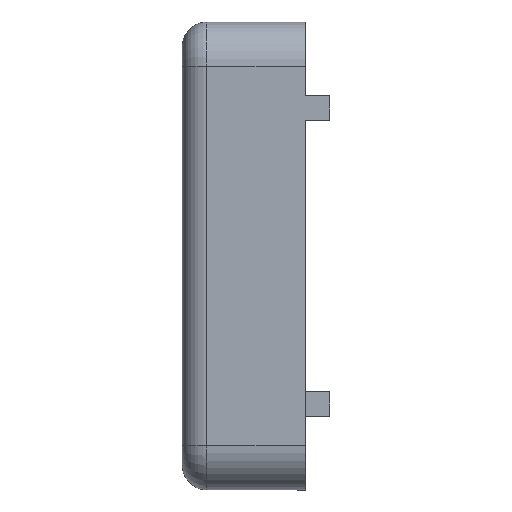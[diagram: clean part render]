
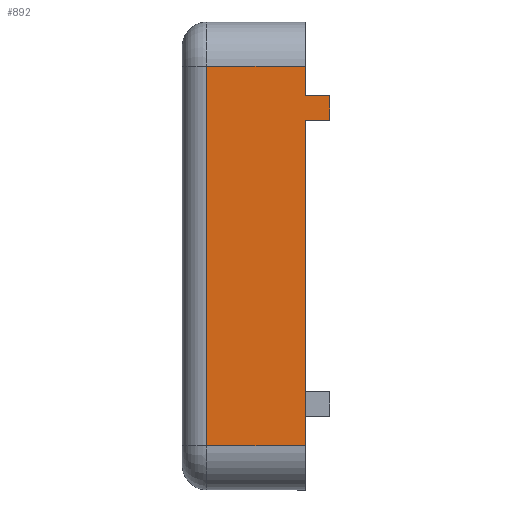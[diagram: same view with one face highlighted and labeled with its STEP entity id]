
A CAD part, left-side view. The second image highlights one B-rep face of the part: STEP entity #892.
In plain terms, the highlighted planar face has unit normal (-1, 0, 0).
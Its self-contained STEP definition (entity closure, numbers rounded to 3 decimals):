
#2 = CARTESIAN_POINT ( 'NONE',  ( -9.1, -5., 6.525 ) ) ;
#43 = VECTOR ( 'NONE', #1298, 1000. ) ;
#45 = AXIS2_PLACEMENT_3D ( 'NONE', #1286, #210, #843 ) ;
#49 = DIRECTION ( 'NONE',  ( 0., 1., 0. ) ) ;
#53 = EDGE_CURVE ( 'NONE', #266, #552, #54, .T. ) ;
#54 = LINE ( 'NONE', #1424, #2567 ) ;
#195 = VERTEX_POINT ( 'NONE', #2 ) ;
#210 = DIRECTION ( 'NONE',  ( -1., 0., 0. ) ) ;
#215 = PLANE ( 'NONE',  #45 ) ;
#263 = CARTESIAN_POINT ( 'NONE',  ( -9.1, -6., 6.525 ) ) ;
#266 = VERTEX_POINT ( 'NONE', #2626 ) ;
#363 = CARTESIAN_POINT ( 'NONE',  ( -9.1, -5., -7.725 ) ) ;
#414 = VECTOR ( 'NONE', #1715, 1000. ) ;
#480 = LINE ( 'NONE', #263, #414 ) ;
#494 = ORIENTED_EDGE ( 'NONE', *, *, #1662, .T. ) ;
#552 = VERTEX_POINT ( 'NONE', #2185 ) ;
#574 = VECTOR ( 'NONE', #1371, 1000. ) ;
#604 = FACE_OUTER_BOUND ( 'NONE', #2439, .T. ) ;
#679 = CARTESIAN_POINT ( 'NONE',  ( -9.1, -6., 5.525 ) ) ;
#697 = VERTEX_POINT ( 'NONE', #2688 ) ;
#765 = ORIENTED_EDGE ( 'NONE', *, *, #977, .F. ) ;
#843 = DIRECTION ( 'NONE',  ( 0., 0., 1. ) ) ;
#887 = LINE ( 'NONE', #1953, #2244 ) ;
#892 = ADVANCED_FACE ( 'NONE', ( #604 ), #215, .T. ) ;
#918 = CARTESIAN_POINT ( 'NONE',  ( -9.1, -6., 5.525 ) ) ;
#930 = LINE ( 'NONE', #1345, #574 ) ;
#963 = VECTOR ( 'NONE', #2627, 1000. ) ;
#969 = VECTOR ( 'NONE', #49, 1000. ) ;
#977 = EDGE_CURVE ( 'NONE', #1054, #697, #1579, .T. ) ;
#1054 = VERTEX_POINT ( 'NONE', #918 ) ;
#1096 = CARTESIAN_POINT ( 'NONE',  ( -9.1, -6., 6.525 ) ) ;
#1197 = EDGE_CURVE ( 'NONE', #552, #1594, #2222, .T. ) ;
#1211 = VERTEX_POINT ( 'NONE', #1228 ) ;
#1228 = CARTESIAN_POINT ( 'NONE',  ( -9.1, -6., 6.525 ) ) ;
#1286 = CARTESIAN_POINT ( 'NONE',  ( -9.1, 0., -7.725 ) ) ;
#1298 = DIRECTION ( 'NONE',  ( 0., 0., -1. ) ) ;
#1345 = CARTESIAN_POINT ( 'NONE',  ( -9.1, 0., -7.725 ) ) ;
#1347 = DIRECTION ( 'NONE',  ( 0., 0., 1. ) ) ;
#1362 = CARTESIAN_POINT ( 'NONE',  ( -9.1, -5., 7.725 ) ) ;
#1371 = DIRECTION ( 'NONE',  ( 0., -1., 0. ) ) ;
#1423 = ORIENTED_EDGE ( 'NONE', *, *, #1197, .F. ) ;
#1424 = CARTESIAN_POINT ( 'NONE',  ( -9.1, -1., -7.725 ) ) ;
#1579 = LINE ( 'NONE', #679, #969 ) ;
#1594 = VERTEX_POINT ( 'NONE', #1362 ) ;
#1651 = DIRECTION ( 'NONE',  ( 0., 0., 1. ) ) ;
#1662 = EDGE_CURVE ( 'NONE', #266, #2676, #930, .T. ) ;
#1674 = VECTOR ( 'NONE', #2666, 1000. ) ;
#1689 = ORIENTED_EDGE ( 'NONE', *, *, #1718, .F. ) ;
#1715 = DIRECTION ( 'NONE',  ( 0., 1., 0. ) ) ;
#1718 = EDGE_CURVE ( 'NONE', #1211, #1054, #2003, .T. ) ;
#1775 = ORIENTED_EDGE ( 'NONE', *, *, #1789, .T. ) ;
#1789 = EDGE_CURVE ( 'NONE', #1211, #195, #480, .T. ) ;
#1953 = CARTESIAN_POINT ( 'NONE',  ( -9.1, -5., -7.725 ) ) ;
#1957 = ORIENTED_EDGE ( 'NONE', *, *, #2095, .T. ) ;
#2003 = LINE ( 'NONE', #1096, #43 ) ;
#2054 = CARTESIAN_POINT ( 'NONE',  ( -9.1, 0., 7.725 ) ) ;
#2095 = EDGE_CURVE ( 'NONE', #195, #1594, #2385, .T. ) ;
#2171 = ORIENTED_EDGE ( 'NONE', *, *, #2481, .T. ) ;
#2173 = ORIENTED_EDGE ( 'NONE', *, *, #53, .F. ) ;
#2185 = CARTESIAN_POINT ( 'NONE',  ( -9.1, -1., 7.725 ) ) ;
#2222 = LINE ( 'NONE', #2054, #1674 ) ;
#2244 = VECTOR ( 'NONE', #1347, 1000. ) ;
#2385 = LINE ( 'NONE', #363, #963 ) ;
#2420 = CARTESIAN_POINT ( 'NONE',  ( -9.1, -5., -7.725 ) ) ;
#2439 = EDGE_LOOP ( 'NONE', ( #2171, #765, #1689, #1775, #1957, #1423, #2173, #494 ) ) ;
#2481 = EDGE_CURVE ( 'NONE', #2676, #697, #887, .T. ) ;
#2567 = VECTOR ( 'NONE', #1651, 1000. ) ;
#2626 = CARTESIAN_POINT ( 'NONE',  ( -9.1, -1., -7.725 ) ) ;
#2627 = DIRECTION ( 'NONE',  ( 0., 0., 1. ) ) ;
#2666 = DIRECTION ( 'NONE',  ( 0., -1., 0. ) ) ;
#2676 = VERTEX_POINT ( 'NONE', #2420 ) ;
#2688 = CARTESIAN_POINT ( 'NONE',  ( -9.1, -5., 5.525 ) ) ;
